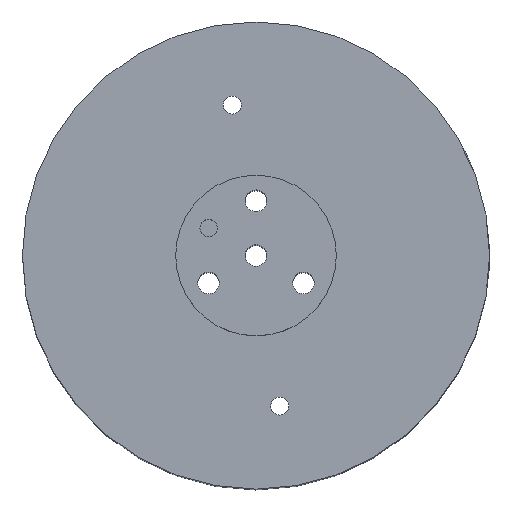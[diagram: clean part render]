
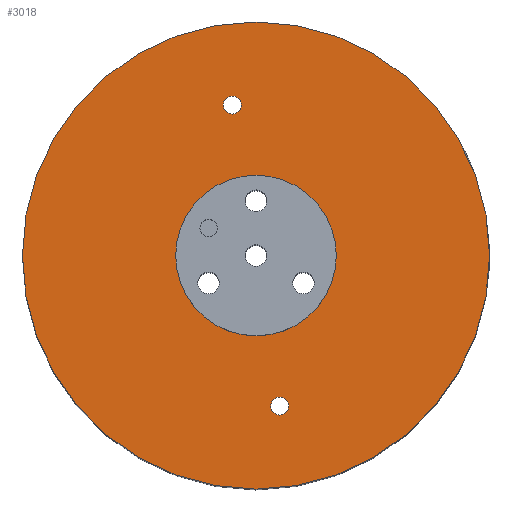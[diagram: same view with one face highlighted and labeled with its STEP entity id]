
A CAD part, top view. The second image highlights one B-rep face of the part: STEP entity #3018.
In plain terms, the highlighted planar face has unit normal (0, 0, 1).
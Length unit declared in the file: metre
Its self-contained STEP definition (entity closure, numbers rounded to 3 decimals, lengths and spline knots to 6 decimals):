
#168=PLANE('',#3320);
#809=ORIENTED_EDGE('',*,*,#1391,.F.);
#810=ORIENTED_EDGE('',*,*,#1393,.F.);
#811=ORIENTED_EDGE('',*,*,#1392,.F.);
#812=ORIENTED_EDGE('',*,*,#1399,.T.);
#1391=EDGE_CURVE('',#1709,#1709,#1927,.T.);
#1392=EDGE_CURVE('',#1710,#1710,#1928,.T.);
#1393=EDGE_CURVE('',#1711,#1711,#1929,.T.);
#1399=EDGE_CURVE('',#1715,#1715,#1931,.T.);
#1709=VERTEX_POINT('',#5036);
#1710=VERTEX_POINT('',#5039);
#1711=VERTEX_POINT('',#5042);
#1715=VERTEX_POINT('',#5807);
#1927=CIRCLE('',#3312,0.2794);
#1928=CIRCLE('',#3314,0.031242);
#1929=CIRCLE('',#3316,0.031242);
#1931=CIRCLE('',#3321,0.8128);
#2175=EDGE_LOOP('',(#809));
#2176=EDGE_LOOP('',(#810));
#2177=EDGE_LOOP('',(#811));
#2178=EDGE_LOOP('',(#812));
#2591=FACE_BOUND('',#2175,.T.);
#2592=FACE_BOUND('',#2176,.T.);
#2593=FACE_BOUND('',#2177,.T.);
#2594=FACE_BOUND('',#2178,.T.);
#3018=ADVANCED_FACE('',(#2591,#2592,#2593,#2594),#168,.T.);
#3312=AXIS2_PLACEMENT_3D('',#5035,#3934,#3935);
#3314=AXIS2_PLACEMENT_3D('',#5038,#3938,#3939);
#3316=AXIS2_PLACEMENT_3D('',#5041,#3942,#3943);
#3320=AXIS2_PLACEMENT_3D('',#5805,#3950,#3951);
#3321=AXIS2_PLACEMENT_3D('',#5806,#3952,#3953);
#3934=DIRECTION('',(0.,0.,1.));
#3935=DIRECTION('',(1.,0.,0.));
#3938=DIRECTION('',(0.,0.,1.));
#3939=DIRECTION('',(1.,0.,0.));
#3942=DIRECTION('',(0.,0.,1.));
#3943=DIRECTION('',(1.,0.,0.));
#3950=DIRECTION('',(0.,0.,1.));
#3951=DIRECTION('',(1.,0.,0.));
#3952=DIRECTION('',(0.,0.,1.));
#3953=DIRECTION('',(1.,0.,0.));
#5035=CARTESIAN_POINT('',(0.,0.,1.3081));
#5036=CARTESIAN_POINT('',(0.2794,0.,1.3081));
#5038=CARTESIAN_POINT('',(0.082489,-0.523875,1.3081));
#5039=CARTESIAN_POINT('',(0.113731,-0.523875,1.3081));
#5041=CARTESIAN_POINT('',(-0.082489,0.523875,1.3081));
#5042=CARTESIAN_POINT('',(-0.051247,0.523875,1.3081));
#5805=CARTESIAN_POINT('',(0.,0.,1.3081));
#5806=CARTESIAN_POINT('',(0.,0.,1.3081));
#5807=CARTESIAN_POINT('',(0.8128,0.,1.3081));
